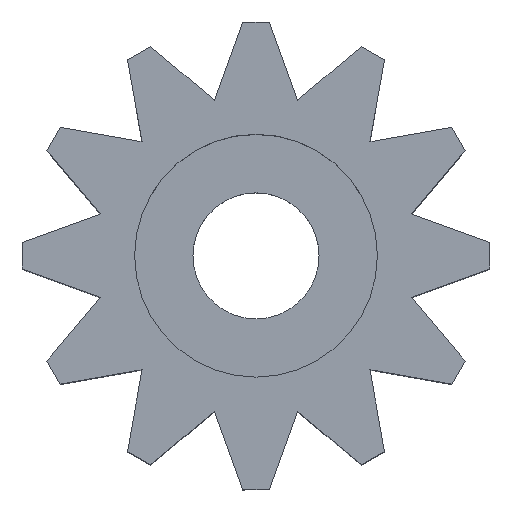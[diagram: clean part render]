
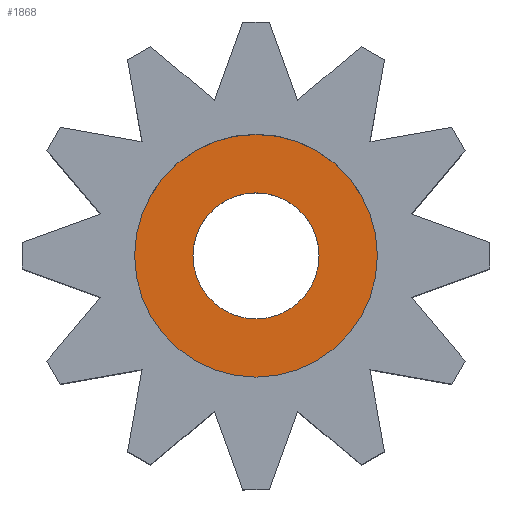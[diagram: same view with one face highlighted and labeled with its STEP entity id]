
A CAD part, top view. The second image highlights one B-rep face of the part: STEP entity #1868.
In plain terms, the highlighted planar face has unit normal (0, 0, 1).
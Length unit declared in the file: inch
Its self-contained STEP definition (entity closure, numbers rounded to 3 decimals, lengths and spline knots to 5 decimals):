
#191 = CIRCLE ( 'NONE', #956, 0.11375 ) ;
#374 = VERTEX_POINT ( 'NONE', #470 ) ;
#441 = AXIS2_PLACEMENT_3D ( 'NONE', #2173, #2214, #2163 ) ;
#470 = CARTESIAN_POINT ( 'NONE',  ( 0.11375, 0., 0.045 ) ) ;
#473 = CARTESIAN_POINT ( 'NONE',  ( -0.11375, 0., 0.045 ) ) ;
#680 = FACE_BOUND ( 'NONE', #2063, .T. ) ;
#698 = ORIENTED_EDGE ( 'NONE', *, *, #2726, .T. ) ;
#901 = AXIS2_PLACEMENT_3D ( 'NONE', #1416, #1407, #1394 ) ;
#956 = AXIS2_PLACEMENT_3D ( 'NONE', #1683, #1674, #1658 ) ;
#973 = EDGE_CURVE ( 'NONE', #2719, #2133, #1861, .T. ) ;
#1223 = FACE_OUTER_BOUND ( 'NONE', #1589, .T. ) ;
#1393 = ORIENTED_EDGE ( 'NONE', *, *, #973, .F. ) ;
#1394 = DIRECTION ( 'NONE',  ( 1., 0., 0. ) ) ;
#1407 = DIRECTION ( 'NONE',  ( 0., 0., 1. ) ) ;
#1416 = CARTESIAN_POINT ( 'NONE',  ( 0., 0., 0.045 ) ) ;
#1536 = AXIS2_PLACEMENT_3D ( 'NONE', #2505, #2490, #2488 ) ;
#1589 = EDGE_LOOP ( 'NONE', ( #698, #2957 ) ) ;
#1646 = VERTEX_POINT ( 'NONE', #473 ) ;
#1658 = DIRECTION ( 'NONE',  ( 1., 0., 0. ) ) ;
#1674 = DIRECTION ( 'NONE',  ( 0., 0., 1. ) ) ;
#1683 = CARTESIAN_POINT ( 'NONE',  ( 0., 0., 0.045 ) ) ;
#1736 = CIRCLE ( 'NONE', #441, 0.11375 ) ;
#1858 = CARTESIAN_POINT ( 'NONE',  ( -0.05906, 0., 0.045 ) ) ;
#1861 = CIRCLE ( 'NONE', #1536, 0.05906 ) ;
#1868 = ADVANCED_FACE ( 'NONE', ( #680, #1223 ), #2723, .T. ) ;
#1870 = CARTESIAN_POINT ( 'NONE',  ( 0.05906, 0., 0.045 ) ) ;
#1949 = ORIENTED_EDGE ( 'NONE', *, *, #2780, .F. ) ;
#2063 = EDGE_LOOP ( 'NONE', ( #1393, #1949 ) ) ;
#2133 = VERTEX_POINT ( 'NONE', #1870 ) ;
#2163 = DIRECTION ( 'NONE',  ( 1., 0., 0. ) ) ;
#2173 = CARTESIAN_POINT ( 'NONE',  ( 0., 0., 0.045 ) ) ;
#2214 = DIRECTION ( 'NONE',  ( 0., 0., 1. ) ) ;
#2486 = CIRCLE ( 'NONE', #901, 0.05906 ) ;
#2488 = DIRECTION ( 'NONE',  ( 1., 0., 0. ) ) ;
#2490 = DIRECTION ( 'NONE',  ( 0., 0., 1. ) ) ;
#2505 = CARTESIAN_POINT ( 'NONE',  ( 0., 0., 0.045 ) ) ;
#2573 = DIRECTION ( 'NONE',  ( 1., 0., 0. ) ) ;
#2588 = DIRECTION ( 'NONE',  ( 0., 0., 1. ) ) ;
#2696 = AXIS2_PLACEMENT_3D ( 'NONE', #2916, #2588, #2573 ) ;
#2719 = VERTEX_POINT ( 'NONE', #1858 ) ;
#2723 = PLANE ( 'NONE',  #2696 ) ;
#2726 = EDGE_CURVE ( 'NONE', #374, #1646, #191, .T. ) ;
#2780 = EDGE_CURVE ( 'NONE', #2133, #2719, #2486, .T. ) ;
#2916 = CARTESIAN_POINT ( 'NONE',  ( 0., 0., 0.045 ) ) ;
#2957 = ORIENTED_EDGE ( 'NONE', *, *, #3004, .T. ) ;
#3004 = EDGE_CURVE ( 'NONE', #1646, #374, #1736, .T. ) ;
